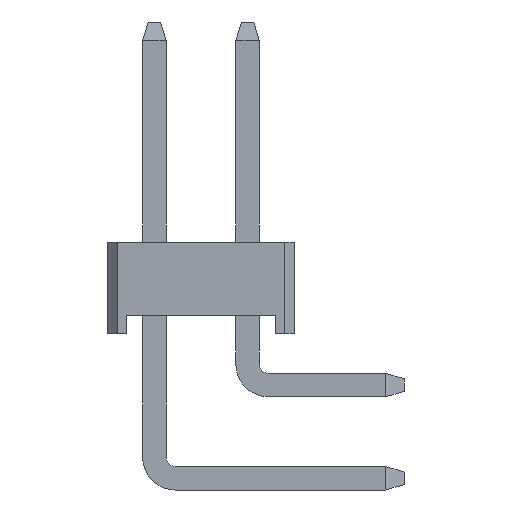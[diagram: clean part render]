
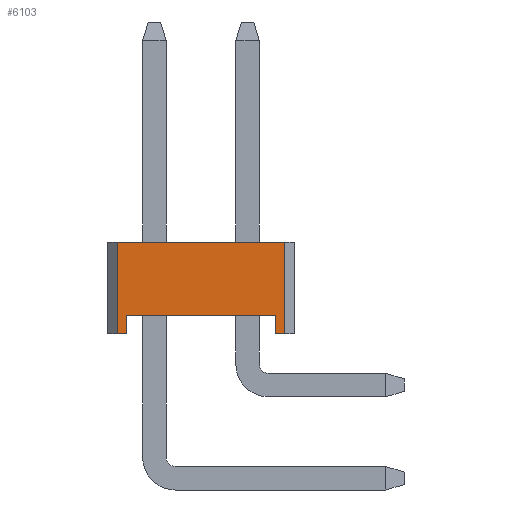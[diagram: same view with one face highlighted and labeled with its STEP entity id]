
A CAD part, left-side view. The second image highlights one B-rep face of the part: STEP entity #6103.
In plain terms, the highlighted planar face has unit normal (-1, 0, 0).
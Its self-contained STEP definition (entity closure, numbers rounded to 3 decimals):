
#27 = VECTOR ( 'NONE', #6494, 1000. ) ;
#98 = VECTOR ( 'NONE', #6198, 1000. ) ;
#830 = ORIENTED_EDGE ( 'NONE', *, *, #9049, .F. ) ;
#846 = ORIENTED_EDGE ( 'NONE', *, *, #4550, .F. ) ;
#1030 = CARTESIAN_POINT ( 'NONE',  ( -1.27, 0.254, 0. ) ) ;
#1036 = DIRECTION ( 'NONE',  ( 0., 1., 0. ) ) ;
#1087 = CARTESIAN_POINT ( 'NONE',  ( -1.27, 5.08, 2.5 ) ) ;
#1512 = CARTESIAN_POINT ( 'NONE',  ( -1.27, 4.58, 0. ) ) ;
#1568 = CARTESIAN_POINT ( 'NONE',  ( -1.27, 0.5, 0. ) ) ;
#1653 = ORIENTED_EDGE ( 'NONE', *, *, #9129, .F. ) ;
#1667 = VECTOR ( 'NONE', #2855, 1000. ) ;
#1807 = DIRECTION ( 'NONE',  ( 0., 0., -1. ) ) ;
#1847 = LINE ( 'NONE', #4042, #4648 ) ;
#1908 = ORIENTED_EDGE ( 'NONE', *, *, #7347, .T. ) ;
#1943 = EDGE_CURVE ( 'NONE', #4118, #6877, #3714, .T. ) ;
#2056 = ORIENTED_EDGE ( 'NONE', *, *, #8721, .F. ) ;
#2506 = LINE ( 'NONE', #1087, #2697 ) ;
#2697 = VECTOR ( 'NONE', #4760, 1000. ) ;
#2765 = ORIENTED_EDGE ( 'NONE', *, *, #1943, .T. ) ;
#2805 = LINE ( 'NONE', #7161, #1667 ) ;
#2855 = DIRECTION ( 'NONE',  ( 0., 1., 0. ) ) ;
#2988 = CARTESIAN_POINT ( 'NONE',  ( -1.27, 0.5, 0.5 ) ) ;
#3124 = ORIENTED_EDGE ( 'NONE', *, *, #7338, .F. ) ;
#3161 = CARTESIAN_POINT ( 'NONE',  ( -1.27, 4.826, 0. ) ) ;
#3173 = LINE ( 'NONE', #1030, #3183 ) ;
#3183 = VECTOR ( 'NONE', #8421, 1000. ) ;
#3238 = FACE_OUTER_BOUND ( 'NONE', #8726, .T. ) ;
#3392 = DIRECTION ( 'NONE',  ( 0., 0., 1. ) ) ;
#3602 = AXIS2_PLACEMENT_3D ( 'NONE', #5531, #5387, #1807 ) ;
#3714 = LINE ( 'NONE', #2988, #27 ) ;
#3962 = VECTOR ( 'NONE', #3392, 1000. ) ;
#3988 = DIRECTION ( 'NONE',  ( 0., 1., 0. ) ) ;
#4042 = CARTESIAN_POINT ( 'NONE',  ( -1.27, 0., 0.5 ) ) ;
#4118 = VERTEX_POINT ( 'NONE', #6613 ) ;
#4255 = CARTESIAN_POINT ( 'NONE',  ( -1.27, 0.254, 2.5 ) ) ;
#4550 = EDGE_CURVE ( 'NONE', #8271, #5273, #7619, .T. ) ;
#4570 = PLANE ( 'NONE',  #3602 ) ;
#4648 = VECTOR ( 'NONE', #1036, 1000. ) ;
#4760 = DIRECTION ( 'NONE',  ( 0., -1., 0. ) ) ;
#4806 = CARTESIAN_POINT ( 'NONE',  ( -1.27, 4.58, 0. ) ) ;
#5239 = EDGE_CURVE ( 'NONE', #4118, #8229, #1847, .T. ) ;
#5273 = VERTEX_POINT ( 'NONE', #3161 ) ;
#5387 = DIRECTION ( 'NONE',  ( 1., 0., 0. ) ) ;
#5415 = CARTESIAN_POINT ( 'NONE',  ( -1.27, 0., 0. ) ) ;
#5531 = CARTESIAN_POINT ( 'NONE',  ( -1.27, 0., 0. ) ) ;
#6047 = ORIENTED_EDGE ( 'NONE', *, *, #5239, .F. ) ;
#6103 = ADVANCED_FACE ( 'NONE', ( #3238 ), #4570, .F. ) ;
#6174 = CARTESIAN_POINT ( 'NONE',  ( -1.27, 0.254, 0. ) ) ;
#6198 = DIRECTION ( 'NONE',  ( 0., 0., 1. ) ) ;
#6335 = VERTEX_POINT ( 'NONE', #8044 ) ;
#6470 = VECTOR ( 'NONE', #3988, 1000. ) ;
#6494 = DIRECTION ( 'NONE',  ( 0., 0., -1. ) ) ;
#6576 = CARTESIAN_POINT ( 'NONE',  ( -1.27, 4.58, 0.5 ) ) ;
#6600 = VERTEX_POINT ( 'NONE', #6174 ) ;
#6613 = CARTESIAN_POINT ( 'NONE',  ( -1.27, 0.5, 0.5 ) ) ;
#6736 = VERTEX_POINT ( 'NONE', #4255 ) ;
#6877 = VERTEX_POINT ( 'NONE', #1568 ) ;
#6889 = LINE ( 'NONE', #9027, #3962 ) ;
#7161 = CARTESIAN_POINT ( 'NONE',  ( -1.27, 0., 0. ) ) ;
#7338 = EDGE_CURVE ( 'NONE', #6335, #6736, #2506, .T. ) ;
#7347 = EDGE_CURVE ( 'NONE', #8271, #8229, #8429, .T. ) ;
#7619 = LINE ( 'NONE', #5415, #6470 ) ;
#8044 = CARTESIAN_POINT ( 'NONE',  ( -1.27, 4.826, 2.5 ) ) ;
#8229 = VERTEX_POINT ( 'NONE', #6576 ) ;
#8271 = VERTEX_POINT ( 'NONE', #1512 ) ;
#8421 = DIRECTION ( 'NONE',  ( 0., 0., -1. ) ) ;
#8429 = LINE ( 'NONE', #4806, #98 ) ;
#8721 = EDGE_CURVE ( 'NONE', #6736, #6600, #3173, .T. ) ;
#8726 = EDGE_LOOP ( 'NONE', ( #2765, #1653, #2056, #3124, #830, #846, #1908, #6047 ) ) ;
#9027 = CARTESIAN_POINT ( 'NONE',  ( -1.27, 4.826, 0. ) ) ;
#9049 = EDGE_CURVE ( 'NONE', #5273, #6335, #6889, .T. ) ;
#9129 = EDGE_CURVE ( 'NONE', #6600, #6877, #2805, .T. ) ;
